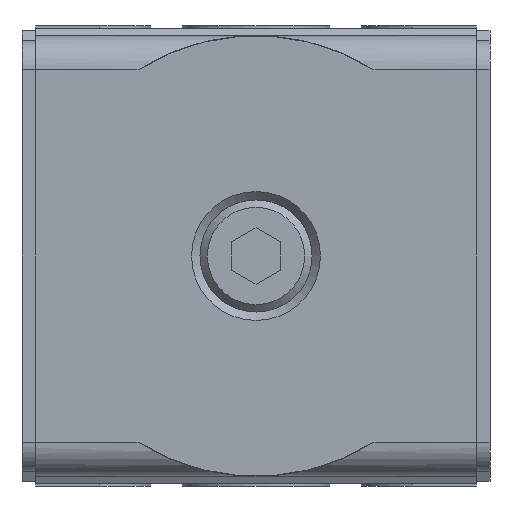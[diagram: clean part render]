
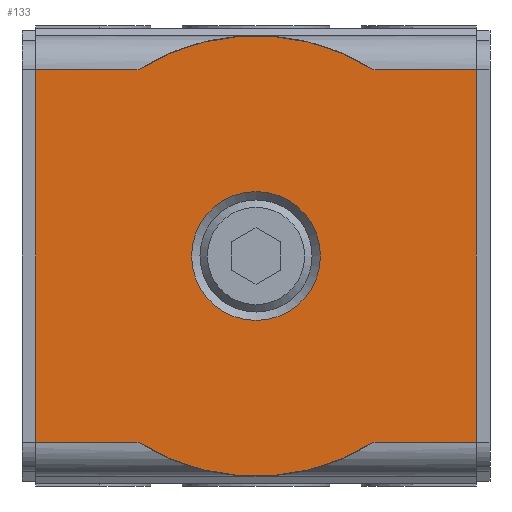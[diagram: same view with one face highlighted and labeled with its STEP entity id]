
A CAD part, front view. The second image highlights one B-rep face of the part: STEP entity #133.
In plain terms, the highlighted planar face has unit normal (0, -1, 0).
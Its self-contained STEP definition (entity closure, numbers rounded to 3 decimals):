
#133 = ADVANCED_FACE( '', ( #322, #323 ), #324, .F. );
#322 = FACE_BOUND( '', #753, .T. );
#323 = FACE_OUTER_BOUND( '', #754, .T. );
#324 = PLANE( '', #755 );
#753 = EDGE_LOOP( '', ( #1188 ) );
#754 = EDGE_LOOP( '', ( #1189, #1190, #1191, #1192, #1193, #1194, #1195, #1196 ) );
#755 = AXIS2_PLACEMENT_3D( '', #1197, #1198, #1199 );
#1188 = ORIENTED_EDGE( '', *, *, #2603, .F. );
#1189 = ORIENTED_EDGE( '', *, *, #2604, .T. );
#1190 = ORIENTED_EDGE( '', *, *, #2605, .T. );
#1191 = ORIENTED_EDGE( '', *, *, #2606, .T. );
#1192 = ORIENTED_EDGE( '', *, *, #2607, .T. );
#1193 = ORIENTED_EDGE( '', *, *, #2600, .F. );
#1194 = ORIENTED_EDGE( '', *, *, #2608, .T. );
#1195 = ORIENTED_EDGE( '', *, *, #2609, .F. );
#1196 = ORIENTED_EDGE( '', *, *, #2610, .F. );
#1197 = CARTESIAN_POINT( '', ( 22.5, 0., 19. ) );
#1198 = DIRECTION( '', ( 0., 1., 0. ) );
#1199 = DIRECTION( '', ( 0., 0., 1. ) );
#2600 = EDGE_CURVE( '', #3029, #3032, #3033, .T. );
#2603 = EDGE_CURVE( '', #3037, #3037, #3038, .T. );
#2604 = EDGE_CURVE( '', #3039, #3040, #3041, .T. );
#2605 = EDGE_CURVE( '', #3040, #3042, #3043, .T. );
#2606 = EDGE_CURVE( '', #3042, #3044, #3045, .T. );
#2607 = EDGE_CURVE( '', #3044, #3032, #3046, .T. );
#2608 = EDGE_CURVE( '', #3029, #3047, #3048, .T. );
#2609 = EDGE_CURVE( '', #3049, #3047, #3050, .T. );
#2610 = EDGE_CURVE( '', #3039, #3049, #3051, .T. );
#3029 = VERTEX_POINT( '', #3759 );
#3032 = VERTEX_POINT( '', #3779 );
#3033 = LINE( '', #3780, #3781 );
#3037 = VERTEX_POINT( '', #3786 );
#3038 = CIRCLE( '', #3787, 6.579 );
#3039 = VERTEX_POINT( '', #3788 );
#3040 = VERTEX_POINT( '', #3789 );
#3041 = LINE( '', #3790, #3791 );
#3042 = VERTEX_POINT( '', #3792 );
#3043 = CIRCLE( '', #3793, 22.5 );
#3044 = VERTEX_POINT( '', #3794 );
#3045 = LINE( '', #3795, #3796 );
#3046 = LINE( '', #3797, #3798 );
#3047 = VERTEX_POINT( '', #3799 );
#3048 = CIRCLE( '', #3800, 22.5 );
#3049 = VERTEX_POINT( '', #3801 );
#3050 = LINE( '', #3802, #3803 );
#3051 = LINE( '', #3804, #3805 );
#3759 = CARTESIAN_POINT( '', ( -12.052, 0., -19. ) );
#3779 = CARTESIAN_POINT( '', ( -22.5, 0., -19. ) );
#3780 = CARTESIAN_POINT( '', ( 22.5, 0., -19. ) );
#3781 = VECTOR( '', #4907, 1000. );
#3786 = CARTESIAN_POINT( '', ( 0., 0., -6.579 ) );
#3787 = AXIS2_PLACEMENT_3D( '', #4912, #4913, #4914 );
#3788 = CARTESIAN_POINT( '', ( 22.5, 0., 19. ) );
#3789 = CARTESIAN_POINT( '', ( 12.052, 0., 19. ) );
#3790 = CARTESIAN_POINT( '', ( 22.5, 0., 19. ) );
#3791 = VECTOR( '', #4915, 1000. );
#3792 = CARTESIAN_POINT( '', ( -12.052, 0., 19. ) );
#3793 = AXIS2_PLACEMENT_3D( '', #4916, #4917, #4918 );
#3794 = CARTESIAN_POINT( '', ( -22.5, 0., 19. ) );
#3795 = CARTESIAN_POINT( '', ( 22.5, 0., 19. ) );
#3796 = VECTOR( '', #4919, 1000. );
#3797 = CARTESIAN_POINT( '', ( -22.5, 0., 19. ) );
#3798 = VECTOR( '', #4920, 1000. );
#3799 = CARTESIAN_POINT( '', ( 12.052, 0., -19. ) );
#3800 = AXIS2_PLACEMENT_3D( '', #4921, #4922, #4923 );
#3801 = CARTESIAN_POINT( '', ( 22.5, 0., -19. ) );
#3802 = CARTESIAN_POINT( '', ( 22.5, 0., -19. ) );
#3803 = VECTOR( '', #4924, 1000. );
#3804 = CARTESIAN_POINT( '', ( 22.5, 0., 19. ) );
#3805 = VECTOR( '', #4925, 1000. );
#4907 = DIRECTION( '', ( -1., 0., 0. ) );
#4912 = CARTESIAN_POINT( '', ( 0., 0., 0. ) );
#4913 = DIRECTION( '', ( 0., -1., 0. ) );
#4914 = DIRECTION( '', ( 0., 0., -1. ) );
#4915 = DIRECTION( '', ( -1., 0., 0. ) );
#4916 = CARTESIAN_POINT( '', ( 0., 0., 0. ) );
#4917 = DIRECTION( '', ( 0., -1., 0. ) );
#4918 = DIRECTION( '', ( 0., 0., -1. ) );
#4919 = DIRECTION( '', ( -1., 0., 0. ) );
#4920 = DIRECTION( '', ( 0., 0., -1. ) );
#4921 = CARTESIAN_POINT( '', ( 0., 0., 0. ) );
#4922 = DIRECTION( '', ( 0., -1., 0. ) );
#4923 = DIRECTION( '', ( 0., 0., -1. ) );
#4924 = DIRECTION( '', ( -1., 0., 0. ) );
#4925 = DIRECTION( '', ( 0., 0., -1. ) );
